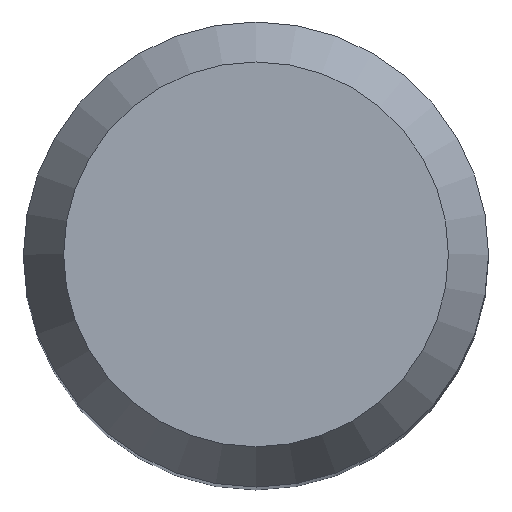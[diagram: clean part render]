
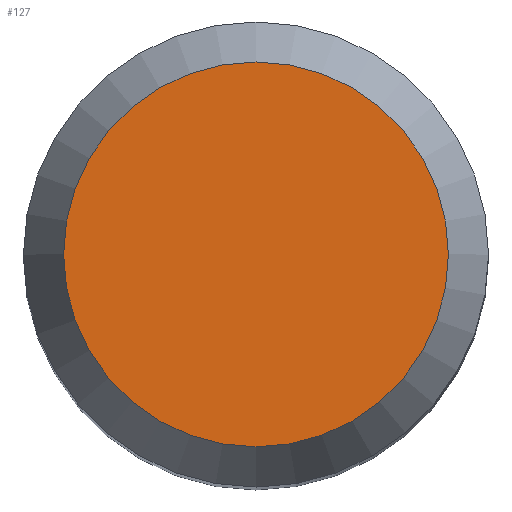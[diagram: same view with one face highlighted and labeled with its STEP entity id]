
A CAD part, top view. The second image highlights one B-rep face of the part: STEP entity #127.
In plain terms, the highlighted planar face has unit normal (0, 0, 1).
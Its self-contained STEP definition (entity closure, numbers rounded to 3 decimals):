
#113=PLANE('',#321);
#116=FACE_OUTER_BOUND('',#164,.T.);
#127=ADVANCED_FACE('',(#116),#113,.T.);
#164=EDGE_LOOP('',(#184));
#184=ORIENTED_EDGE('',*,*,#207,.T.);
#197=VERTEX_POINT('',#435);
#207=EDGE_CURVE('',#197,#197,#217,.T.);
#217=CIRCLE('',#320,6.619);
#320=AXIS2_PLACEMENT_3D('',#434,#375,#376);
#321=AXIS2_PLACEMENT_3D('',#436,#377,#378);
#375=DIRECTION('',(0.,0.,1.));
#376=DIRECTION('',(-1.,0.,0.));
#377=DIRECTION('',(0.,0.,1.));
#378=DIRECTION('',(-1.,0.,0.));
#434=CARTESIAN_POINT('',(0.,0.,0.));
#435=CARTESIAN_POINT('',(-6.619,0.,0.));
#436=CARTESIAN_POINT('',(0.,0.,0.));
